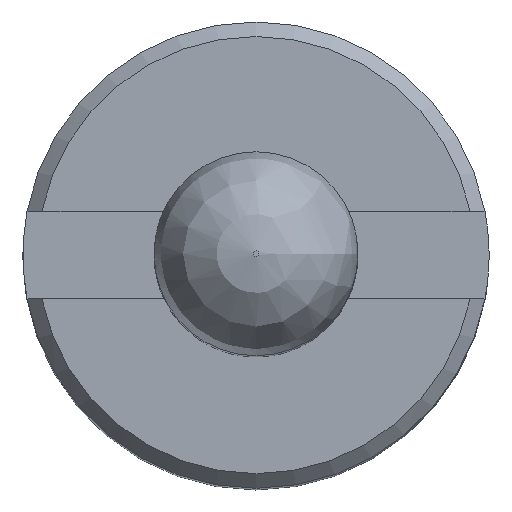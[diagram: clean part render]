
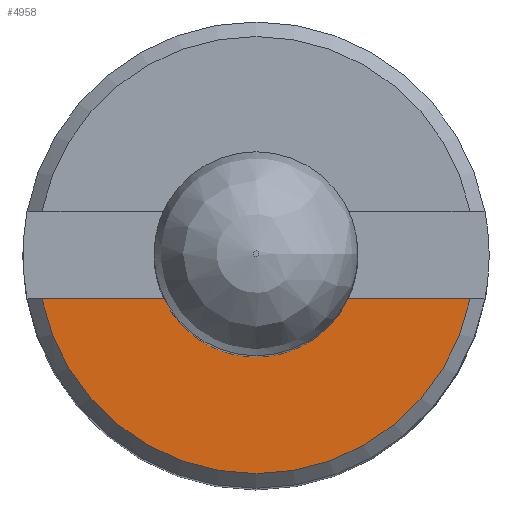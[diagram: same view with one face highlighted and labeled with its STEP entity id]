
A CAD part, top view. The second image highlights one B-rep face of the part: STEP entity #4958.
In plain terms, the highlighted face is planar.
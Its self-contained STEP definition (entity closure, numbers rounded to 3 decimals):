
#146=PLANE('',#5244);
#534=FACE_OUTER_BOUND('',#816,.T.);
#816=EDGE_LOOP('',(#4367,#4368,#4369,#4370));
#1127=LINE('',#11865,#1443);
#1133=LINE('',#11885,#1449);
#1443=VECTOR('',#5964,10.);
#1449=VECTOR('',#5972,10.);
#1566=CIRCLE('',#5245,7.5);
#1567=CIRCLE('',#5246,3.5);
#2284=VERTEX_POINT('',#11861);
#2286=VERTEX_POINT('',#11864);
#2290=VERTEX_POINT('',#11875);
#2293=VERTEX_POINT('',#11881);
#2972=EDGE_CURVE('',#2286,#2284,#1127,.T.);
#2980=EDGE_CURVE('',#2290,#2293,#1133,.T.);
#3003=EDGE_CURVE('',#2293,#2286,#1566,.T.);
#3004=EDGE_CURVE('',#2290,#2284,#1567,.T.);
#4367=ORIENTED_EDGE('',*,*,#2980,.T.);
#4368=ORIENTED_EDGE('',*,*,#3003,.T.);
#4369=ORIENTED_EDGE('',*,*,#2972,.T.);
#4370=ORIENTED_EDGE('',*,*,#3004,.F.);
#4958=ADVANCED_FACE('',(#534),#146,.T.);
#5244=AXIS2_PLACEMENT_3D('',#11931,#6016,#6017);
#5245=AXIS2_PLACEMENT_3D('',#11932,#6018,#6019);
#5246=AXIS2_PLACEMENT_3D('',#11933,#6020,#6021);
#5964=DIRECTION('',(0.,1.,0.));
#5972=DIRECTION('',(0.,1.,0.));
#6016=DIRECTION('center_axis',(1.,0.,0.));
#6017=DIRECTION('ref_axis',(0.,0.,-1.));
#6018=DIRECTION('center_axis',(1.,0.,0.));
#6019=DIRECTION('ref_axis',(0.,1.,0.));
#6020=DIRECTION('center_axis',(1.,0.,0.));
#6021=DIRECTION('ref_axis',(0.,1.,0.));
#11861=CARTESIAN_POINT('',(150.,-3.162,1.5));
#11864=CARTESIAN_POINT('',(150.,-7.348,1.5));
#11865=CARTESIAN_POINT('',(150.,6.923,1.5));
#11875=CARTESIAN_POINT('',(150.,3.162,1.5));
#11881=CARTESIAN_POINT('',(150.,7.348,1.5));
#11885=CARTESIAN_POINT('',(150.,6.923,1.5));
#11931=CARTESIAN_POINT('Origin',(150.,5.5,0.));
#11932=CARTESIAN_POINT('Origin',(150.,0.,0.));
#11933=CARTESIAN_POINT('Origin',(150.,0.,0.));
